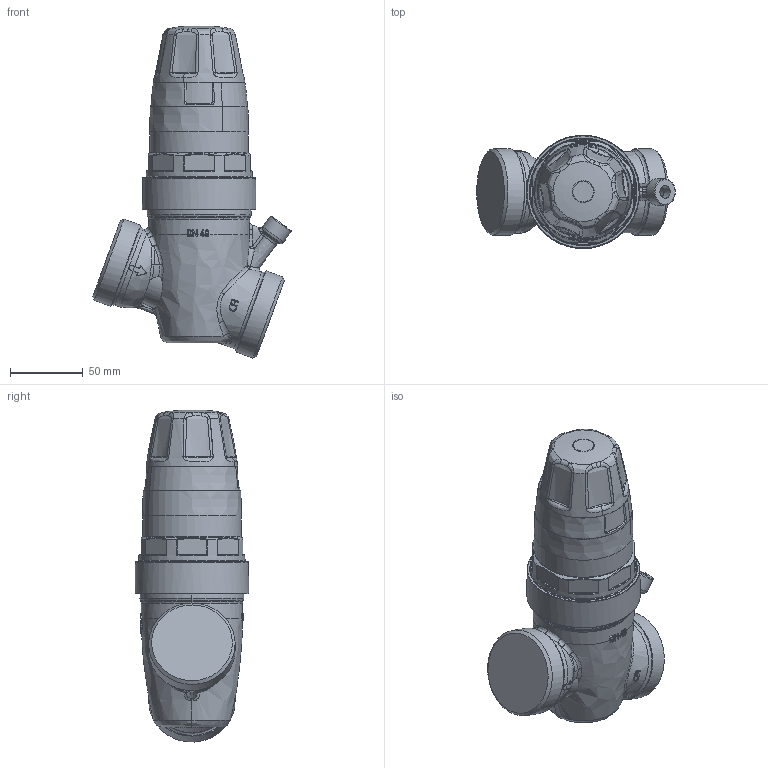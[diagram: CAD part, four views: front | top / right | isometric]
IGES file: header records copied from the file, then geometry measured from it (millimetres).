
Global section: file name: 535880HA; native system: Autodesk Inventor 2025; preprocessor: unknown; author: none; organization: none; date: 20250819.112634; units: millimetre
Bounding box: 136.54 x 78.02 x 228.36 mm (x, y, z)
Volume: 881564.4 mm3; surface area: 70526.9 mm2
Topology: 1 solids, 17 shells, 859 faces, 2372 edges, 1547 vertices
Faces by surface type: bspline 859
